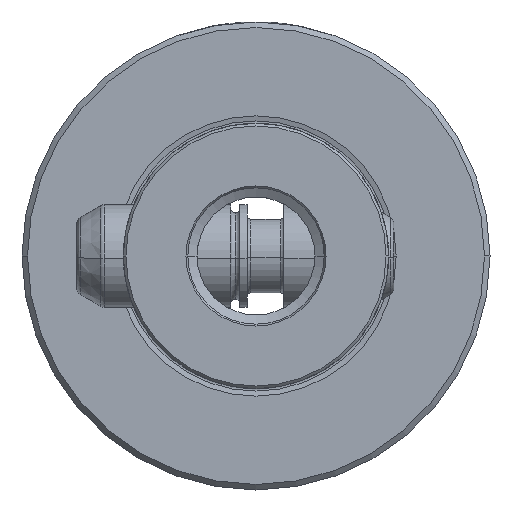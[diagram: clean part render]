
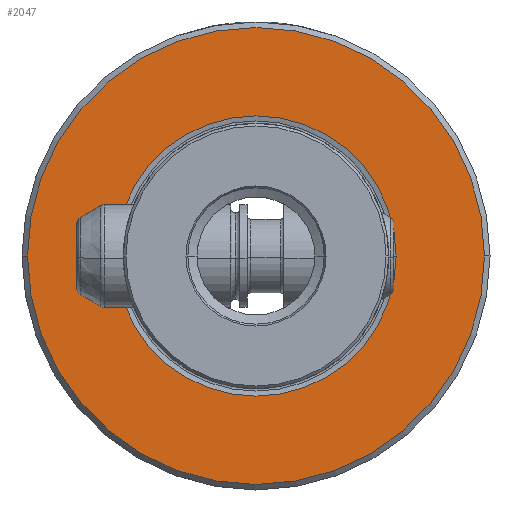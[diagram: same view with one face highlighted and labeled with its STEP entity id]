
A CAD part, left-side view. The second image highlights one B-rep face of the part: STEP entity #2047.
In plain terms, the highlighted planar face has unit normal (-1, 0, 0).
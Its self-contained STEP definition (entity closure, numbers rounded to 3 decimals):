
#1693 = EDGE_CURVE ( 'NONE', #1830, #1827, #2950, .T. ) ;
#1711 = EDGE_CURVE ( 'NONE', #1712, #1713, #2994, .T. ) ;
#1712 = VERTEX_POINT ( 'NONE', #2980 ) ;
#1713 = VERTEX_POINT ( 'NONE', #2979 ) ;
#1827 = VERTEX_POINT ( 'NONE', #3611 ) ;
#1829 = EDGE_CURVE ( 'NONE', #1827, #1830, #3547, .T. ) ;
#1830 = VERTEX_POINT ( 'NONE', #3600 ) ;
#2013 = EDGE_CURVE ( 'NONE', #1713, #1712, #4051, .T. ) ;
#2047 = ADVANCED_FACE ( 'NONE', ( #4066, #4065 ), #4063, .T. ) ;
#2048 = EDGE_LOOP ( 'NONE', ( #2181, #2182 ) ) ;
#2181 = ORIENTED_EDGE ( 'NONE', *, *, #1693, .F. ) ;
#2182 = ORIENTED_EDGE ( 'NONE', *, *, #1829, .F. ) ;
#2183 = EDGE_LOOP ( 'NONE', ( #2184, #2185 ) ) ;
#2184 = ORIENTED_EDGE ( 'NONE', *, *, #1711, .F. ) ;
#2185 = ORIENTED_EDGE ( 'NONE', *, *, #2013, .F. ) ;
#2941 = DIRECTION ( 'NONE',  ( -1., 0., 0. ) ) ;
#2942 = AXIS2_PLACEMENT_3D ( 'NONE', #2962, #2941, #2949 ) ;
#2949 = DIRECTION ( 'NONE',  ( 0., 0., 1. ) ) ;
#2950 = CIRCLE ( 'NONE', #2942, 19.012 ) ;
#2962 = CARTESIAN_POINT ( 'NONE',  ( 0., 0., 0. ) ) ;
#2975 = CARTESIAN_POINT ( 'NONE',  ( 0., 0., 0. ) ) ;
#2979 = CARTESIAN_POINT ( 'NONE',  ( 0., 0., 31. ) ) ;
#2980 = CARTESIAN_POINT ( 'NONE',  ( 0., 0., -31. ) ) ;
#2981 = AXIS2_PLACEMENT_3D ( 'NONE', #2975, #2993, #2992 ) ;
#2992 = DIRECTION ( 'NONE',  ( 0., 0., 1. ) ) ;
#2993 = DIRECTION ( 'NONE',  ( 1., 0., 0. ) ) ;
#2994 = CIRCLE ( 'NONE', #2981, 31. ) ;
#3544 = DIRECTION ( 'NONE',  ( -1., 0., 0. ) ) ;
#3545 = CARTESIAN_POINT ( 'NONE',  ( 0., 0., 0. ) ) ;
#3546 = AXIS2_PLACEMENT_3D ( 'NONE', #3545, #3544, #3601 ) ;
#3547 = CIRCLE ( 'NONE', #3546, 19.012 ) ;
#3600 = CARTESIAN_POINT ( 'NONE',  ( 0., 0., 19.012 ) ) ;
#3601 = DIRECTION ( 'NONE',  ( 0., 0., 1. ) ) ;
#3611 = CARTESIAN_POINT ( 'NONE',  ( 0., 0., -19.012 ) ) ;
#4047 = DIRECTION ( 'NONE',  ( 0., 0., 1. ) ) ;
#4048 = DIRECTION ( 'NONE',  ( 1., 0., 0. ) ) ;
#4049 = CARTESIAN_POINT ( 'NONE',  ( 0., 0., 0. ) ) ;
#4050 = AXIS2_PLACEMENT_3D ( 'NONE', #4049, #4048, #4047 ) ;
#4051 = CIRCLE ( 'NONE', #4050, 31. ) ;
#4055 = DIRECTION ( 'NONE',  ( 0., 0., 1. ) ) ;
#4056 = DIRECTION ( 'NONE',  ( -1., 0., 0. ) ) ;
#4057 = AXIS2_PLACEMENT_3D ( 'NONE', #4062, #4056, #4055 ) ;
#4062 = CARTESIAN_POINT ( 'NONE',  ( 0., 33., 0. ) ) ;
#4063 = PLANE ( 'NONE',  #4057 ) ;
#4065 = FACE_OUTER_BOUND ( 'NONE', #2183, .T. ) ;
#4066 = FACE_BOUND ( 'NONE', #2048, .T. ) ;
